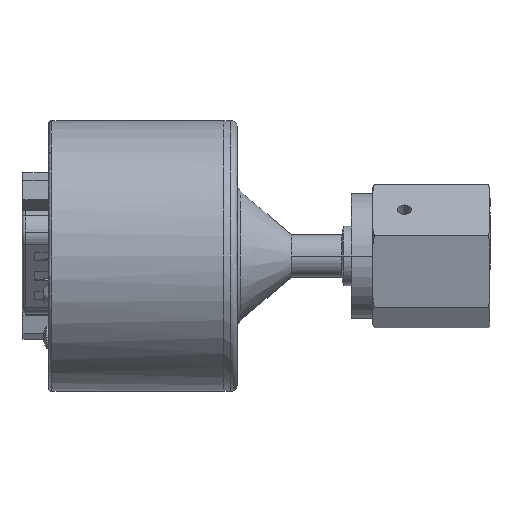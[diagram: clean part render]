
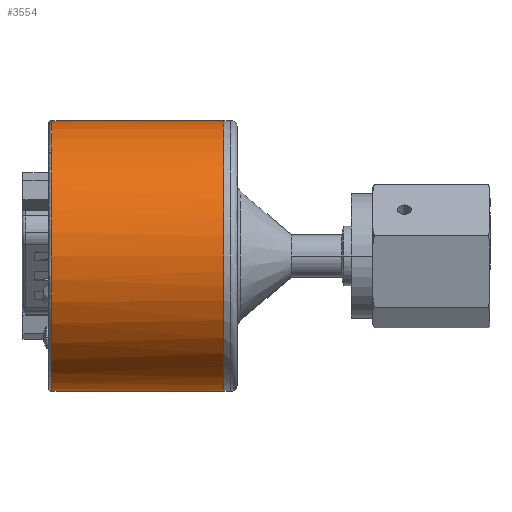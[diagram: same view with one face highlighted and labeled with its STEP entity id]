
A CAD part, left-side view. The second image highlights one B-rep face of the part: STEP entity #3554.
In plain terms, the highlighted cylindrical face has radius 20.1 mm (diameter 40.2 mm), a partial arc.
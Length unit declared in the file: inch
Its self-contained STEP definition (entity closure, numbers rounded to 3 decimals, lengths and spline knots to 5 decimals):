
#253 = CARTESIAN_POINT ( 'NONE',  ( -0.00001, 1.75197, -0.79132 ) ) ;
#845 = CARTESIAN_POINT ( 'NONE',  ( -0.09209, 0.74803, 0.79136 ) ) ;
#1476 = CARTESIAN_POINT ( 'NONE',  ( -0.50867, 0.74803, 0.60621 ) ) ;
#1718 = DIRECTION ( 'NONE',  ( 0., 0., 1. ) ) ;
#1822 = EDGE_CURVE ( 'NONE', #23468, #3099, #11618, .T. ) ;
#1950 = CARTESIAN_POINT ( 'NONE',  ( -0.6292, 0.74803, -0.47992 ) ) ;
#2343 = EDGE_CURVE ( 'NONE', #21138, #16957, #2538, .T. ) ;
#2419 = CARTESIAN_POINT ( 'NONE',  ( -0.00001, 1.75197, 0.00002 ) ) ;
#2538 = LINE ( 'NONE', #17874, #6396 ) ;
#2810 = CARTESIAN_POINT ( 'NONE',  ( -0.00001, 0.74803, 0.79135 ) ) ;
#2920 = CARTESIAN_POINT ( 'NONE',  ( -0.06063, 0.74803, -0.79132 ) ) ;
#3099 = VERTEX_POINT ( 'NONE', #4943 ) ;
#3146 = CARTESIAN_POINT ( 'NONE',  ( -0.79134, 0.74803, 0. ) ) ;
#3520 = DIRECTION ( 'NONE',  ( 0., 1., 0. ) ) ;
#3554 = ADVANCED_FACE ( 'NONE', ( #5237 ), #8712, .T. ) ;
#4401 = DIRECTION ( 'NONE',  ( 0., -1., 0. ) ) ;
#4774 = CARTESIAN_POINT ( 'NONE',  ( -0.77722, 0.74803, -0.17187 ) ) ;
#4800 = AXIS2_PLACEMENT_3D ( 'NONE', #16462, #14960, #1718 ) ;
#4804 = AXIS2_PLACEMENT_3D ( 'NONE', #2419, #4401, #23226 ) ;
#4915 = B_SPLINE_CURVE_WITH_KNOTS ( 'NONE', 3,
 ( #23481, #2920, #16168, #8252, #23346, #15804, #18033, #6525, #14302, #23702 ),
 .UNSPECIFIED., .F., .F.,
 ( 4, 2, 2, 2, 4 ),
 ( 0.70742, 0.78057, 0.85371, 0.92686, 1. ),
 .UNSPECIFIED. ) ;
#4943 = CARTESIAN_POINT ( 'NONE',  ( -0.50867, 0.74803, 0.60621 ) ) ;
#5237 = FACE_OUTER_BOUND ( 'NONE', #8345, .T. ) ;
#6396 = VECTOR ( 'NONE', #12293, 39.37008 ) ;
#6525 = CARTESIAN_POINT ( 'NONE',  ( -0.55011, 0.74803, -0.57207 ) ) ;
#6662 = ORIENTED_EDGE ( 'NONE', *, *, #1822, .T. ) ;
#6893 = CARTESIAN_POINT ( 'NONE',  ( -0.79135, 0.74803, -0.08594 ) ) ;
#6946 = CARTESIAN_POINT ( 'NONE',  ( -0.69289, 0.74803, 0.3866 ) ) ;
#8014 = ORIENTED_EDGE ( 'NONE', *, *, #2343, .T. ) ;
#8252 = CARTESIAN_POINT ( 'NONE',  ( -0.23928, 0.74803, -0.75672 ) ) ;
#8282 = CARTESIAN_POINT ( 'NONE',  ( -0.79134, 0.74803, 0. ) ) ;
#8345 = EDGE_LOOP ( 'NONE', ( #18788, #24371, #11711, #6662, #21253, #8014, #15719, #14521 ) ) ;
#8704 = EDGE_CURVE ( 'NONE', #19121, #23468, #14478, .T. ) ;
#8712 = CYLINDRICAL_SURFACE ( 'NONE', #21876, 0.79134 ) ;
#8968 = EDGE_CURVE ( 'NONE', #23656, #16401, #22574, .T. ) ;
#8981 = CARTESIAN_POINT ( 'NONE',  ( -0.68132, 0.74803, -0.41159 ) ) ;
#10037 = EDGE_CURVE ( 'NONE', #16957, #17236, #18232, .T. ) ;
#10245 = CARTESIAN_POINT ( 'NONE',  ( -0.50867, 0.74803, 0.60621 ) ) ;
#10531 = CARTESIAN_POINT ( 'NONE',  ( -0.74153, 0.74803, 0.28229 ) ) ;
#10798 = CARTESIAN_POINT ( 'NONE',  ( -0.00001, 1.75197, 0.79136 ) ) ;
#10819 = DIRECTION ( 'NONE',  ( 0., 0., 1. ) ) ;
#10940 = DIRECTION ( 'NONE',  ( 0., 1., 0. ) ) ;
#11618 = B_SPLINE_CURVE_WITH_KNOTS ( 'NONE', 3,
 ( #12394, #23648, #18444, #14240, #10531, #6946, #12521, #14597, #16590, #1476 ),
 .UNSPECIFIED., .F., .F.,
 ( 4, 2, 2, 2, 4 ),
 ( 0., 0.25, 0.5, 0.75, 1. ),
 .UNSPECIFIED. ) ;
#11711 = ORIENTED_EDGE ( 'NONE', *, *, #8704, .T. ) ;
#11745 = CARTESIAN_POINT ( 'NONE',  ( -0.43814, 0.74803, 0.6654 ) ) ;
#12293 = DIRECTION ( 'NONE',  ( 0., 1., 0. ) ) ;
#12394 = CARTESIAN_POINT ( 'NONE',  ( -0.79134, 0.74803, 0. ) ) ;
#12521 = CARTESIAN_POINT ( 'NONE',  ( -0.66286, 0.74803, 0.43609 ) ) ;
#12569 = B_SPLINE_CURVE_WITH_KNOTS ( 'NONE', 3,
 ( #10245, #11745, #17801, #21524, #845, #2810 ),
 .UNSPECIFIED., .F., .F.,
 ( 4, 2, 4 ),
 ( 0., 0.21583, 0.43166 ),
 .UNSPECIFIED. ) ;
#13489 = CIRCLE ( 'NONE', #4800, 0.79134 ) ;
#14236 = CARTESIAN_POINT ( 'NONE',  ( -0.00001, 0.74803, 0.79135 ) ) ;
#14240 = CARTESIAN_POINT ( 'NONE',  ( -0.76014, 0.74803, 0.22747 ) ) ;
#14302 = CARTESIAN_POINT ( 'NONE',  ( -0.59244, 0.74803, -0.52812 ) ) ;
#14478 = B_SPLINE_CURVE_WITH_KNOTS ( 'NONE', 3,
 ( #21851, #8981, #20229, #4774, #6893, #3146 ),
 .UNSPECIFIED., .F., .F.,
 ( 4, 2, 4 ),
 ( 0., 0.5, 1. ),
 .UNSPECIFIED. ) ;
#14521 = ORIENTED_EDGE ( 'NONE', *, *, #20099, .T. ) ;
#14597 = CARTESIAN_POINT ( 'NONE',  ( -0.59279, 0.74803, 0.52741 ) ) ;
#14960 = DIRECTION ( 'NONE',  ( 0., -1., 0. ) ) ;
#15719 = ORIENTED_EDGE ( 'NONE', *, *, #10037, .T. ) ;
#15804 = CARTESIAN_POINT ( 'NONE',  ( -0.40535, 0.74803, -0.68233 ) ) ;
#16168 = CARTESIAN_POINT ( 'NONE',  ( -0.12124, 0.74803, -0.78433 ) ) ;
#16198 = CARTESIAN_POINT ( 'NONE',  ( -0.00001, 0.74803, -0.79133 ) ) ;
#16401 = VERTEX_POINT ( 'NONE', #253 ) ;
#16462 = CARTESIAN_POINT ( 'NONE',  ( -0.00001, 1.75197, 0.00002 ) ) ;
#16479 = EDGE_CURVE ( 'NONE', #3099, #21138, #12569, .T. ) ;
#16590 = CARTESIAN_POINT ( 'NONE',  ( -0.55276, 0.74803, 0.56923 ) ) ;
#16957 = VERTEX_POINT ( 'NONE', #10798 ) ;
#17160 = CARTESIAN_POINT ( 'NONE',  ( -0.50868, 1.75197, 0.60622 ) ) ;
#17236 = VERTEX_POINT ( 'NONE', #17160 ) ;
#17601 = VECTOR ( 'NONE', #3520, 39.37008 ) ;
#17801 = CARTESIAN_POINT ( 'NONE',  ( -0.35719, 0.74803, 0.71214 ) ) ;
#17874 = CARTESIAN_POINT ( 'NONE',  ( -0.00001, 1.69291, 0.79136 ) ) ;
#18033 = CARTESIAN_POINT ( 'NONE',  ( -0.45657, 0.74803, -0.64917 ) ) ;
#18232 = CIRCLE ( 'NONE', #4804, 0.79134 ) ;
#18444 = CARTESIAN_POINT ( 'NONE',  ( -0.78505, 0.74803, 0.1151 ) ) ;
#18788 = ORIENTED_EDGE ( 'NONE', *, *, #8968, .F. ) ;
#19116 = CARTESIAN_POINT ( 'NONE',  ( -0.00001, 1.69291, -0.79132 ) ) ;
#19121 = VERTEX_POINT ( 'NONE', #1950 ) ;
#20099 = EDGE_CURVE ( 'NONE', #17236, #16401, #13489, .T. ) ;
#20229 = CARTESIAN_POINT ( 'NONE',  ( -0.72221, 0.74803, -0.33471 ) ) ;
#21138 = VERTEX_POINT ( 'NONE', #14236 ) ;
#21231 = EDGE_CURVE ( 'NONE', #23656, #19121, #4915, .T. ) ;
#21253 = ORIENTED_EDGE ( 'NONE', *, *, #16479, .T. ) ;
#21524 = CARTESIAN_POINT ( 'NONE',  ( -0.18414, 0.74803, 0.77512 ) ) ;
#21851 = CARTESIAN_POINT ( 'NONE',  ( -0.6292, 0.74803, -0.47992 ) ) ;
#21876 = AXIS2_PLACEMENT_3D ( 'NONE', #24172, #10940, #10819 ) ;
#22574 = LINE ( 'NONE', #19116, #17601 ) ;
#23226 = DIRECTION ( 'NONE',  ( 0., 0., 1. ) ) ;
#23346 = CARTESIAN_POINT ( 'NONE',  ( -0.2967, 0.74803, -0.7361 ) ) ;
#23468 = VERTEX_POINT ( 'NONE', #8282 ) ;
#23481 = CARTESIAN_POINT ( 'NONE',  ( -0.00001, 0.74803, -0.79133 ) ) ;
#23648 = CARTESIAN_POINT ( 'NONE',  ( -0.79135, 0.74803, 0.05755 ) ) ;
#23656 = VERTEX_POINT ( 'NONE', #16198 ) ;
#23702 = CARTESIAN_POINT ( 'NONE',  ( -0.6292, 0.74803, -0.47992 ) ) ;
#24172 = CARTESIAN_POINT ( 'NONE',  ( -0.00001, 1.69291, 0.00002 ) ) ;
#24371 = ORIENTED_EDGE ( 'NONE', *, *, #21231, .T. ) ;
